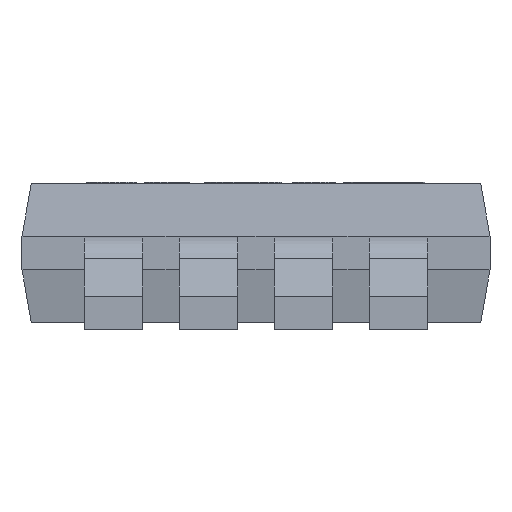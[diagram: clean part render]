
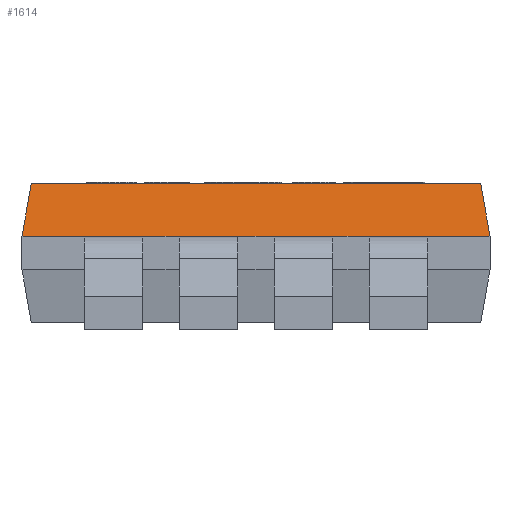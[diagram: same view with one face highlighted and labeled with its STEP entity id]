
A CAD part, left-side view. The second image highlights one B-rep face of the part: STEP entity #1614.
In plain terms, the highlighted planar face has unit normal (-0.985, 0, 0.174).
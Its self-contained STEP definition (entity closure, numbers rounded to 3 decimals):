
#781 = VERTEX_POINT('',#782);
#782 = CARTESIAN_POINT('',(-1.537,-1.537,0.995));
#799 = VERTEX_POINT('',#800);
#800 = CARTESIAN_POINT('',(-1.537,1.537,0.995));
#806 = EDGE_CURVE('',#799,#781,#807,.T.);
#807 = LINE('',#808,#809);
#808 = CARTESIAN_POINT('',(-1.537,1.6,0.995));
#809 = VECTOR('',#810,1.);
#810 = DIRECTION('',(0.,-1.,0.));
#927 = VERTEX_POINT('',#928);
#928 = CARTESIAN_POINT('',(-1.6,-0.775,0.635));
#936 = EDGE_CURVE('',#937,#927,#939,.T.);
#937 = VERTEX_POINT('',#938);
#938 = CARTESIAN_POINT('',(-1.6,-0.525,0.635));
#939 = LINE('',#940,#941);
#940 = CARTESIAN_POINT('',(-1.6,1.6,0.635));
#941 = VECTOR('',#942,1.);
#942 = DIRECTION('',(0.,-1.,0.));
#967 = VERTEX_POINT('',#968);
#968 = CARTESIAN_POINT('',(-1.6,-0.125,0.635));
#976 = EDGE_CURVE('',#977,#967,#979,.T.);
#977 = VERTEX_POINT('',#978);
#978 = CARTESIAN_POINT('',(-1.6,0.125,0.635));
#979 = LINE('',#980,#981);
#980 = CARTESIAN_POINT('',(-1.6,1.6,0.635));
#981 = VECTOR('',#982,1.);
#982 = DIRECTION('',(0.,-1.,0.));
#1007 = VERTEX_POINT('',#1008);
#1008 = CARTESIAN_POINT('',(-1.6,1.175,0.635));
#1016 = EDGE_CURVE('',#1017,#1007,#1019,.T.);
#1017 = VERTEX_POINT('',#1018);
#1018 = CARTESIAN_POINT('',(-1.6,1.6,0.635));
#1019 = LINE('',#1020,#1021);
#1020 = CARTESIAN_POINT('',(-1.6,1.6,0.635));
#1021 = VECTOR('',#1022,1.);
#1022 = DIRECTION('',(0.,-1.,0.));
#1046 = EDGE_CURVE('',#1047,#1049,#1051,.T.);
#1047 = VERTEX_POINT('',#1048);
#1048 = CARTESIAN_POINT('',(-1.6,0.775,0.635));
#1049 = VERTEX_POINT('',#1050);
#1050 = CARTESIAN_POINT('',(-1.6,0.525,0.635));
#1051 = LINE('',#1052,#1053);
#1052 = CARTESIAN_POINT('',(-1.6,1.6,0.635));
#1053 = VECTOR('',#1054,1.);
#1054 = DIRECTION('',(0.,-1.,0.));
#1486 = EDGE_CURVE('',#1487,#1489,#1491,.T.);
#1487 = VERTEX_POINT('',#1488);
#1488 = CARTESIAN_POINT('',(-1.6,-1.175,0.635));
#1489 = VERTEX_POINT('',#1490);
#1490 = CARTESIAN_POINT('',(-1.6,-1.6,0.635));
#1491 = LINE('',#1492,#1493);
#1492 = CARTESIAN_POINT('',(-1.6,1.6,0.635));
#1493 = VECTOR('',#1494,1.);
#1494 = DIRECTION('',(0.,-1.,0.));
#1542 = EDGE_CURVE('',#781,#1489,#1543,.T.);
#1543 = LINE('',#1544,#1545);
#1544 = CARTESIAN_POINT('',(-1.6,-1.6,0.635));
#1545 = VECTOR('',#1546,1.);
#1546 = DIRECTION('',(-0.171,-0.171,-0.97));
#1602 = EDGE_CURVE('',#799,#1017,#1603,.T.);
#1603 = LINE('',#1604,#1605);
#1604 = CARTESIAN_POINT('',(-1.6,1.6,0.635));
#1605 = VECTOR('',#1606,1.);
#1606 = DIRECTION('',(-0.171,0.171,-0.97));
#1614 = ADVANCED_FACE('',(#1615),#1649,.T.);
#1615 = FACE_BOUND('',#1616,.T.);
#1616 = EDGE_LOOP('',(#1617,#1618,#1624,#1625,#1631,#1632,#1638,#1639,
    #1645,#1646,#1647,#1648));
#1617 = ORIENTED_EDGE('',*,*,#1016,.T.);
#1618 = ORIENTED_EDGE('',*,*,#1619,.T.);
#1619 = EDGE_CURVE('',#1007,#1047,#1620,.T.);
#1620 = LINE('',#1621,#1622);
#1621 = CARTESIAN_POINT('',(-1.6,1.6,0.635));
#1622 = VECTOR('',#1623,1.);
#1623 = DIRECTION('',(0.,-1.,0.));
#1624 = ORIENTED_EDGE('',*,*,#1046,.T.);
#1625 = ORIENTED_EDGE('',*,*,#1626,.T.);
#1626 = EDGE_CURVE('',#1049,#977,#1627,.T.);
#1627 = LINE('',#1628,#1629);
#1628 = CARTESIAN_POINT('',(-1.6,1.6,0.635));
#1629 = VECTOR('',#1630,1.);
#1630 = DIRECTION('',(0.,-1.,0.));
#1631 = ORIENTED_EDGE('',*,*,#976,.T.);
#1632 = ORIENTED_EDGE('',*,*,#1633,.T.);
#1633 = EDGE_CURVE('',#967,#937,#1634,.T.);
#1634 = LINE('',#1635,#1636);
#1635 = CARTESIAN_POINT('',(-1.6,1.6,0.635));
#1636 = VECTOR('',#1637,1.);
#1637 = DIRECTION('',(0.,-1.,0.));
#1638 = ORIENTED_EDGE('',*,*,#936,.T.);
#1639 = ORIENTED_EDGE('',*,*,#1640,.T.);
#1640 = EDGE_CURVE('',#927,#1487,#1641,.T.);
#1641 = LINE('',#1642,#1643);
#1642 = CARTESIAN_POINT('',(-1.6,1.6,0.635));
#1643 = VECTOR('',#1644,1.);
#1644 = DIRECTION('',(0.,-1.,0.));
#1645 = ORIENTED_EDGE('',*,*,#1486,.T.);
#1646 = ORIENTED_EDGE('',*,*,#1542,.F.);
#1647 = ORIENTED_EDGE('',*,*,#806,.F.);
#1648 = ORIENTED_EDGE('',*,*,#1602,.T.);
#1649 = PLANE('',#1650);
#1650 = AXIS2_PLACEMENT_3D('',#1651,#1652,#1653);
#1651 = CARTESIAN_POINT('',(-1.6,1.6,0.635));
#1652 = DIRECTION('',(-0.985,0.,0.174
    ));
#1653 = DIRECTION('',(0.174,0.,0.985)
  );
